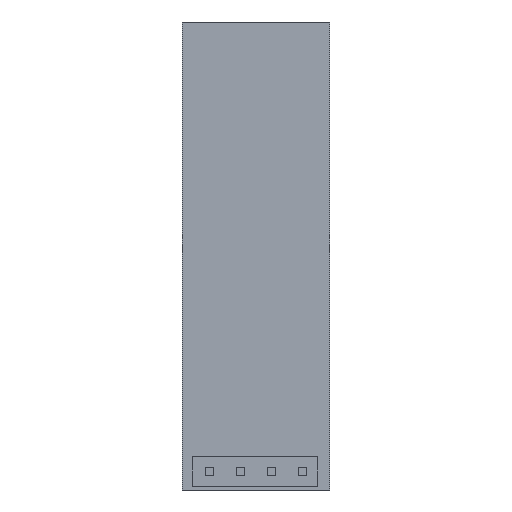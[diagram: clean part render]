
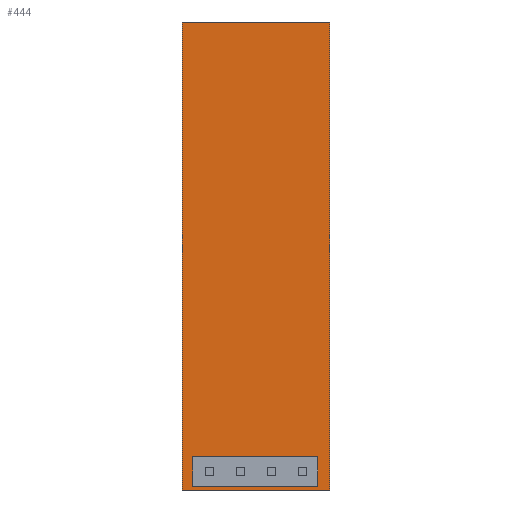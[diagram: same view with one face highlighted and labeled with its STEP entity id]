
A CAD part, front view. The second image highlights one B-rep face of the part: STEP entity #444.
In plain terms, the highlighted planar face has unit normal (0, -1, 0).
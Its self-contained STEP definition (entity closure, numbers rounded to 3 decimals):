
#18 = ORIENTED_EDGE ( 'NONE', *, *, #726, .F. ) ;
#32 = CARTESIAN_POINT ( 'NONE',  ( -5.145, 0., -18.705 ) ) ;
#33 = VERTEX_POINT ( 'NONE', #149 ) ;
#34 = EDGE_CURVE ( 'NONE', #649, #287, #749, .T. ) ;
#64 = CARTESIAN_POINT ( 'NONE',  ( 0., 0., -18.705 ) ) ;
#72 = FACE_OUTER_BOUND ( 'NONE', #489, .T. ) ;
#103 = VECTOR ( 'NONE', #410, 1000. ) ;
#104 = LINE ( 'NONE', #711, #715 ) ;
#106 = EDGE_CURVE ( 'NONE', #565, #771, #746, .T. ) ;
#116 = ORIENTED_EDGE ( 'NONE', *, *, #958, .T. ) ;
#136 = VECTOR ( 'NONE', #762, 1000. ) ;
#149 = CARTESIAN_POINT ( 'NONE',  ( 5.015, 0., -16.295 ) ) ;
#153 = PLANE ( 'NONE',  #533 ) ;
#178 = ORIENTED_EDGE ( 'NONE', *, *, #215, .F. ) ;
#203 = CARTESIAN_POINT ( 'NONE',  ( 5.015, 0., 0. ) ) ;
#215 = EDGE_CURVE ( 'NONE', #866, #1077, #437, .T. ) ;
#218 = ORIENTED_EDGE ( 'NONE', *, *, #1034, .F. ) ;
#287 = VERTEX_POINT ( 'NONE', #555 ) ;
#312 = DIRECTION ( 'NONE',  ( 0., 0., 1. ) ) ;
#329 = CARTESIAN_POINT ( 'NONE',  ( 0., 0., 0. ) ) ;
#335 = DIRECTION ( 'NONE',  ( 1., 0., 0. ) ) ;
#340 = VECTOR ( 'NONE', #574, 1000. ) ;
#341 = LINE ( 'NONE', #931, #387 ) ;
#350 = EDGE_CURVE ( 'NONE', #1077, #649, #467, .T. ) ;
#355 = CARTESIAN_POINT ( 'NONE',  ( 6., 0., -19. ) ) ;
#387 = VECTOR ( 'NONE', #335, 1000. ) ;
#402 = FACE_BOUND ( 'NONE', #554, .T. ) ;
#410 = DIRECTION ( 'NONE',  ( 1., 0., 0. ) ) ;
#419 = CARTESIAN_POINT ( 'NONE',  ( -6., 0., 19. ) ) ;
#437 = LINE ( 'NONE', #419, #103 ) ;
#444 = ADVANCED_FACE ( 'NONE', ( #402, #72 ), #153, .F. ) ;
#448 = VECTOR ( 'NONE', #312, 1000. ) ;
#450 = EDGE_CURVE ( 'NONE', #1027, #33, #341, .T. ) ;
#457 = ORIENTED_EDGE ( 'NONE', *, *, #106, .F. ) ;
#467 = LINE ( 'NONE', #997, #340 ) ;
#470 = LINE ( 'NONE', #795, #448 ) ;
#489 = EDGE_LOOP ( 'NONE', ( #743, #178, #18, #491 ) ) ;
#491 = ORIENTED_EDGE ( 'NONE', *, *, #34, .F. ) ;
#533 = AXIS2_PLACEMENT_3D ( 'NONE', #329, #854, #580 ) ;
#554 = EDGE_LOOP ( 'NONE', ( #938, #116, #457, #218 ) ) ;
#555 = CARTESIAN_POINT ( 'NONE',  ( -6., 0., -19. ) ) ;
#565 = VERTEX_POINT ( 'NONE', #32 ) ;
#574 = DIRECTION ( 'NONE',  ( 0., 0., -1. ) ) ;
#575 = CARTESIAN_POINT ( 'NONE',  ( -6., 0., -19. ) ) ;
#580 = DIRECTION ( 'NONE',  ( 0., 0., 1. ) ) ;
#649 = VERTEX_POINT ( 'NONE', #355 ) ;
#673 = DIRECTION ( 'NONE',  ( -1., 0., 0. ) ) ;
#690 = CARTESIAN_POINT ( 'NONE',  ( -6., 0., 19. ) ) ;
#711 = CARTESIAN_POINT ( 'NONE',  ( -5.145, 0., 0. ) ) ;
#715 = VECTOR ( 'NONE', #874, 1000. ) ;
#720 = LINE ( 'NONE', #203, #870 ) ;
#726 = EDGE_CURVE ( 'NONE', #287, #866, #470, .T. ) ;
#743 = ORIENTED_EDGE ( 'NONE', *, *, #350, .F. ) ;
#746 = LINE ( 'NONE', #64, #136 ) ;
#749 = LINE ( 'NONE', #575, #816 ) ;
#762 = DIRECTION ( 'NONE',  ( 1., 0., 0. ) ) ;
#771 = VERTEX_POINT ( 'NONE', #1068 ) ;
#795 = CARTESIAN_POINT ( 'NONE',  ( -6., 0., -19. ) ) ;
#816 = VECTOR ( 'NONE', #673, 1000. ) ;
#854 = DIRECTION ( 'NONE',  ( 0., 1., 0. ) ) ;
#866 = VERTEX_POINT ( 'NONE', #690 ) ;
#870 = VECTOR ( 'NONE', #1050, 1000. ) ;
#874 = DIRECTION ( 'NONE',  ( 0., 0., -1. ) ) ;
#931 = CARTESIAN_POINT ( 'NONE',  ( 0., 0., -16.295 ) ) ;
#938 = ORIENTED_EDGE ( 'NONE', *, *, #450, .T. ) ;
#955 = CARTESIAN_POINT ( 'NONE',  ( -5.145, 0., -16.295 ) ) ;
#958 = EDGE_CURVE ( 'NONE', #33, #771, #720, .T. ) ;
#988 = CARTESIAN_POINT ( 'NONE',  ( 6., 0., 19. ) ) ;
#997 = CARTESIAN_POINT ( 'NONE',  ( 6., 0., -19. ) ) ;
#1027 = VERTEX_POINT ( 'NONE', #955 ) ;
#1034 = EDGE_CURVE ( 'NONE', #1027, #565, #104, .T. ) ;
#1050 = DIRECTION ( 'NONE',  ( 0., 0., -1. ) ) ;
#1068 = CARTESIAN_POINT ( 'NONE',  ( 5.015, 0., -18.705 ) ) ;
#1077 = VERTEX_POINT ( 'NONE', #988 ) ;
